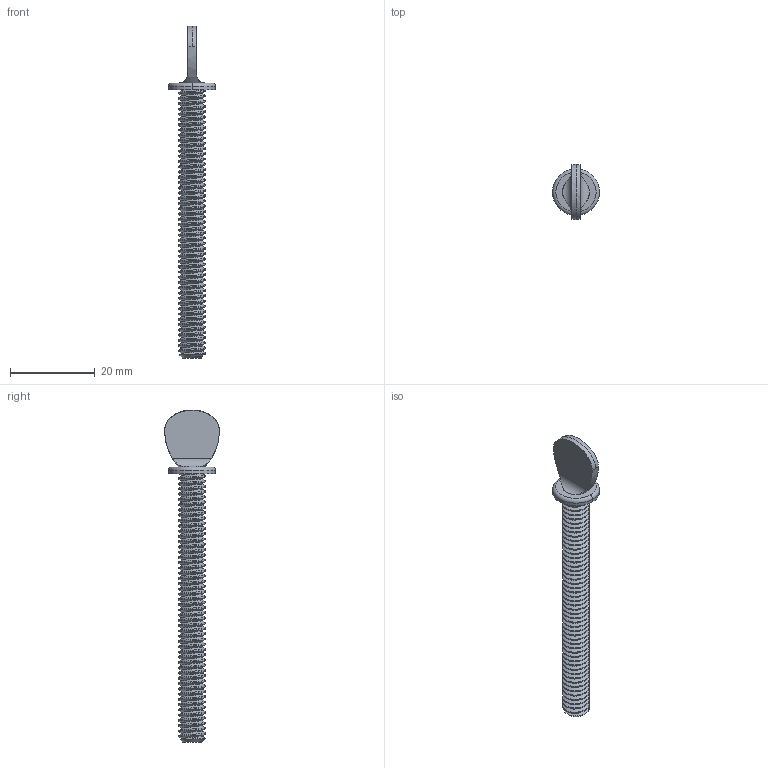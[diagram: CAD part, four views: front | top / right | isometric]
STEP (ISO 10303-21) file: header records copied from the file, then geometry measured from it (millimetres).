
FILE_DESCRIPTION (( 'STEP AP203' ), '1' );
FILE_NAME ('90179A552_Steel Flanged Spade-Head Thumb Screws.STEP', '2021-09-10T04:06:08', ( 'Administrator' ), ( 'Managed by Terraform' ), 'SwSTEP 2.0', 'SolidWorks 2017', '' );
FILE_SCHEMA (( 'CONFIG_CONTROL_DESIGN' ));
Length unit declared in the file: inch
Products named in the file (1): 90179A552_Steel Flanged Spade-Head Thumb Screws
Bounding box: 11.11 x 13.1 x 78.58 mm (x, y, z)
Volume: 2095.3 mm3; surface area: 2461.3 mm2
Topology: 1 solids, 1 shells, 122 faces, 352 edges, 232 vertices
Faces by surface type: cylinder 106, bspline 5, plane 5, torus 4, cone 2
Entity records: 10363 total; most frequent: CARTESIAN_POINT 7746, ORIENTED_EDGE 700, DIRECTION 379, EDGE_CURVE 350, VERTEX_POINT 232, AXIS2_PLACEMENT_3D 136, EDGE_LOOP 124, FACE_OUTER_BOUND 122
